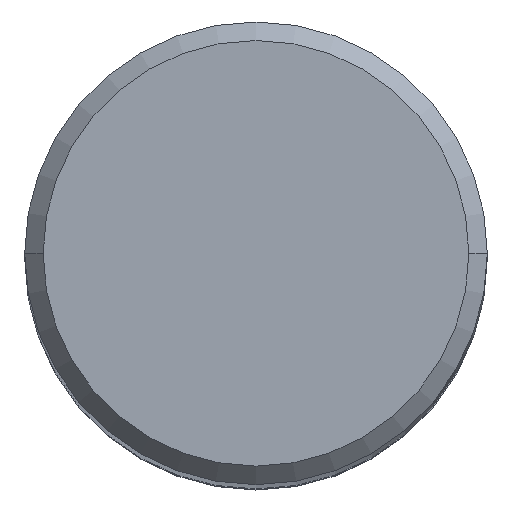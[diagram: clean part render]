
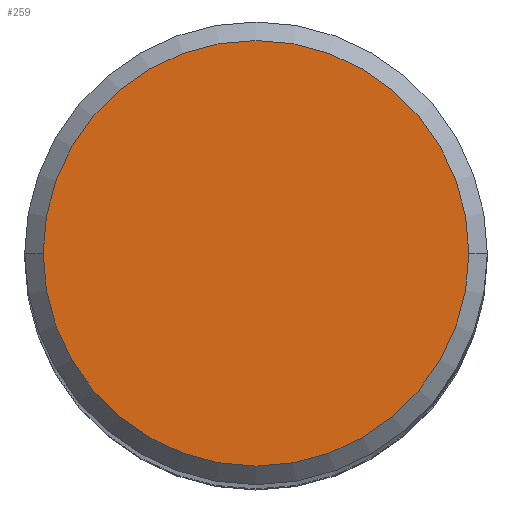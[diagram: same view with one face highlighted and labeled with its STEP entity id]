
A CAD part, top view. The second image highlights one B-rep face of the part: STEP entity #259.
In plain terms, the highlighted planar face has unit normal (0, 0, 1).
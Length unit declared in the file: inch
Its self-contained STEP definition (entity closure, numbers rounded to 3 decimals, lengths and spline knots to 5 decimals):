
#31 = DIRECTION ( 'NONE',  ( 0., 0., 1. ) ) ;
#36 = DIRECTION ( 'NONE',  ( 1., 0., 0. ) ) ;
#46 = CIRCLE ( 'NONE', #58, 0.1725 ) ;
#52 = CARTESIAN_POINT ( 'NONE',  ( -0.1725, 0., 2.5 ) ) ;
#58 = AXIS2_PLACEMENT_3D ( 'NONE', #273, #135, #104 ) ;
#68 = ORIENTED_EDGE ( 'NONE', *, *, #77, .T. ) ;
#77 = EDGE_CURVE ( 'NONE', #207, #282, #244, .T. ) ;
#100 = ORIENTED_EDGE ( 'NONE', *, *, #114, .T. ) ;
#104 = DIRECTION ( 'NONE',  ( 1., 0., 0. ) ) ;
#114 = EDGE_CURVE ( 'NONE', #282, #207, #46, .T. ) ;
#117 = FACE_OUTER_BOUND ( 'NONE', #206, .T. ) ;
#135 = DIRECTION ( 'NONE',  ( 0., 0., 1. ) ) ;
#186 = AXIS2_PLACEMENT_3D ( 'NONE', #288, #31, #198 ) ;
#198 = DIRECTION ( 'NONE',  ( 1., 0., 0. ) ) ;
#206 = EDGE_LOOP ( 'NONE', ( #68, #100 ) ) ;
#207 = VERTEX_POINT ( 'NONE', #52 ) ;
#244 = CIRCLE ( 'NONE', #347, 0.1725 ) ;
#259 = ADVANCED_FACE ( 'NONE', ( #117 ), #283, .T. ) ;
#273 = CARTESIAN_POINT ( 'NONE',  ( 0., 0., 2.5 ) ) ;
#282 = VERTEX_POINT ( 'NONE', #286 ) ;
#283 = PLANE ( 'NONE',  #186 ) ;
#286 = CARTESIAN_POINT ( 'NONE',  ( 0.1725, 0., 2.5 ) ) ;
#288 = CARTESIAN_POINT ( 'NONE',  ( 0., 0., 2.5 ) ) ;
#300 = DIRECTION ( 'NONE',  ( 0., 0., 1. ) ) ;
#328 = CARTESIAN_POINT ( 'NONE',  ( 0., 0., 2.5 ) ) ;
#347 = AXIS2_PLACEMENT_3D ( 'NONE', #328, #300, #36 ) ;
